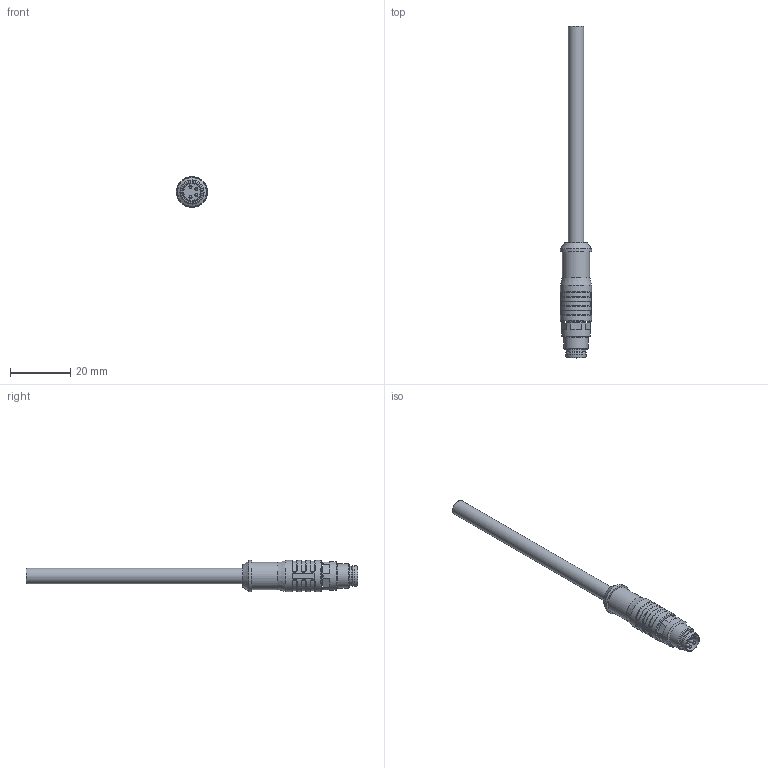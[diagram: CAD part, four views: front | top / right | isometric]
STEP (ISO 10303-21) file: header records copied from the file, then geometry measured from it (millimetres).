
FILE_DESCRIPTION(/* description */ (''),/* implementation_level */ '2;1');
FILE_NAME(/* name */ 'IE-SSPS4-L_S1234.stp',/* time_stamp */ '2025-03-10T14:11:45+01:00',/* author */ ('ESCHA GmbH & Co. KG'),/* organization */ ('ESCHA GmbH & Co. KG'),/* preprocessor_version */ 'ST-DEVELOPER v19.4',/* originating_system */ 'SIEMENS PLM Software NX2212.8702',/* authorisation */ '');
FILE_SCHEMA (('AUTOMOTIVE_DESIGN { 1 0 10303 214 3 1 1 1 }'));
Length unit declared in the file: millimetre
Products named in the file (1): IE-SSPS4-m-IE-RJ45SS8_stp
Bounding box: 10.3 x 110.2 x 10.3 mm (x, y, z)
Volume: 3920.8 mm3; surface area: 2652.1 mm2
Topology: 1 solids, 1 shells, 137 faces, 307 edges, 185 vertices
Faces by surface type: cylinder 40, plane 30, torus 27, bspline 24, cone 12, sphere 4
Full cylindrical faces by diameter (mm): 1 x4, 5.1 x1, 5.8 x1, 6.5 x2, 6.9 x1, 8 x1, 9.1 x1, 9.6 x1, 10.3 x2
Entity records: 4476 total; most frequent: CARTESIAN_POINT 1702, DIRECTION 574, ORIENTED_EDGE 534, EDGE_CURVE 267, AXIS2_PLACEMENT_3D 261, EDGE_LOOP 178, VERTEX_POINT 173, CIRCLE 147
